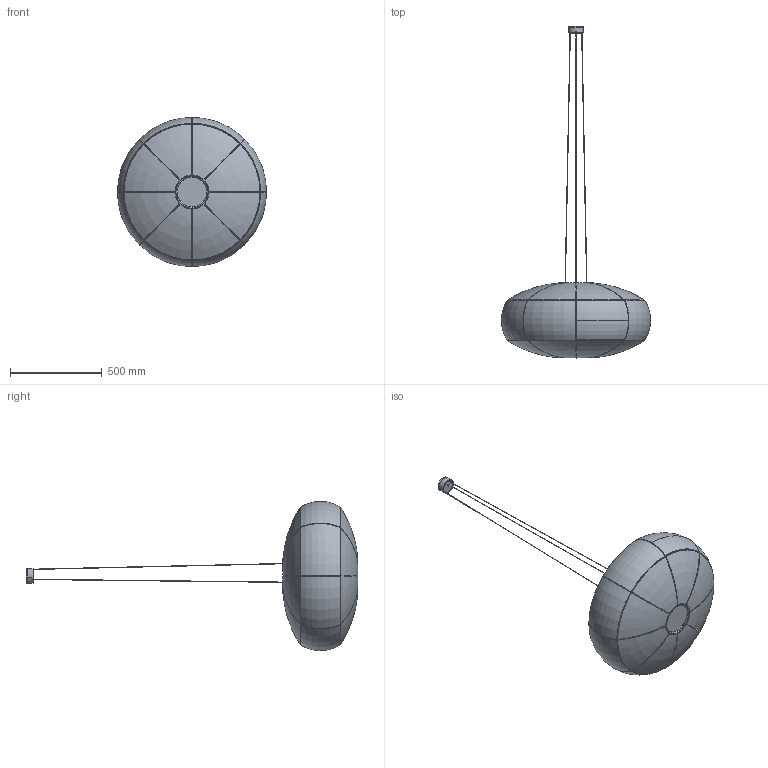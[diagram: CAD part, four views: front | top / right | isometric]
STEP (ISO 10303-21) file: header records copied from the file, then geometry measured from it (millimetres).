
FILE_DESCRIPTION (( 'STEP AP203' ), '1' );
FILE_NAME ('BIG GLOW_800_Assembly.STEP', '2025-03-17T04:42:25', ( '' ), ( '' ), 'SwSTEP 2.0', 'SolidWorks 2017', '' );
FILE_SCHEMA (( 'CONFIG_CONTROL_DESIGN' ));
Length unit declared in the file: millimetre
Products named in the file (4): BIG GLOW_800 alternative 04; Seamless Canopy Suspension Wire; Big Glow Lightsource Concept 3 - Jo Copy; BIG GLOW_800_Assembly
Assembly tree (4 placements, depth 2):
  BIG GLOW_800_Assembly
    BIG GLOW_800 alternative 04
    Big Glow Lightsource Concept 3 - Jo Copy  x2
    Seamless Canopy Suspension Wire
Bounding box: 811.88 x 1806.64 x 812.11 mm (x, y, z)
Volume: 2337754.6 mm3; surface area: 3633452.7 mm2
Topology: 37 solids, 37 shells, 916 faces, 2171 edges, 1304 vertices
Faces by surface type: bspline 254, torus 162, plane 159, cone 127, sphere 112, cylinder 102
Entity records: 37254 total; most frequent: CARTESIAN_POINT 20262, ORIENTED_EDGE 3754, DIRECTION 3005, EDGE_CURVE 1877, AXIS2_PLACEMENT_3D 1450, VERTEX_POINT 1134, B_SPLINE_CURVE_WITH_KNOTS 928, EDGE_LOOP 917
